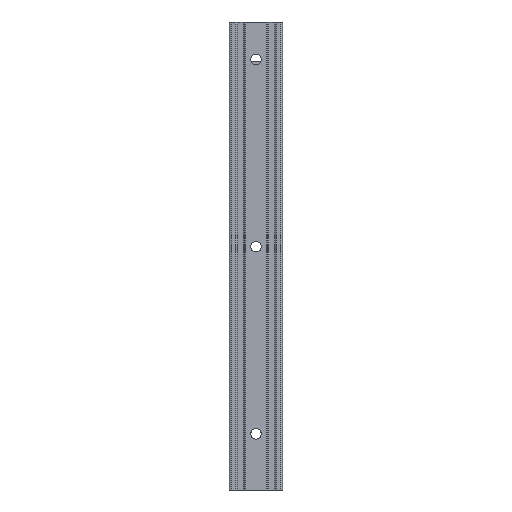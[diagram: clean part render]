
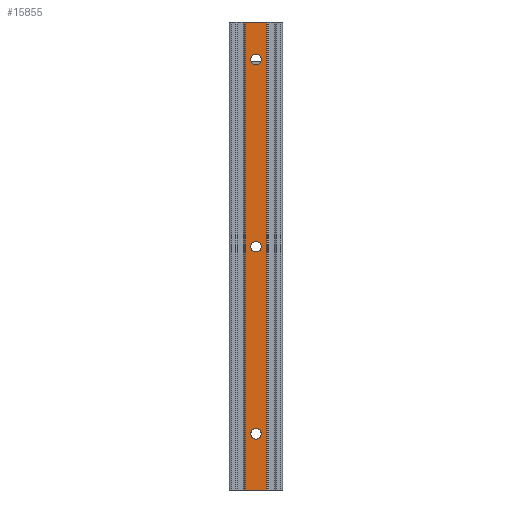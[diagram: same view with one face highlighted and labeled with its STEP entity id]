
A CAD part, front view. The second image highlights one B-rep face of the part: STEP entity #15855.
In plain terms, the highlighted planar face has unit normal (0, -1, 0).
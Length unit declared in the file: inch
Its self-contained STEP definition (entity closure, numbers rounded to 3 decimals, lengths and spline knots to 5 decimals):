
#577 = AXIS2_PLACEMENT_3D ( 'NONE', #4898, #9067, #5233 ) ;
#592 = ORIENTED_EDGE ( 'NONE', *, *, #8580, .T. ) ;
#664 = AXIS2_PLACEMENT_3D ( 'NONE', #7823, #6285, #9193 ) ;
#768 = VERTEX_POINT ( 'NONE', #3976 ) ;
#1051 = AXIS2_PLACEMENT_3D ( 'NONE', #5825, #5503, #4407 ) ;
#1072 = ORIENTED_EDGE ( 'NONE', *, *, #16340, .T. ) ;
#1075 = DIRECTION ( 'NONE',  ( 0., 1., 0. ) ) ;
#1138 = CARTESIAN_POINT ( 'NONE',  ( -0.13372, 0., -5.9055 ) ) ;
#1191 = CARTESIAN_POINT ( 'NONE',  ( -0.13372, 0., 0. ) ) ;
#1328 = CARTESIAN_POINT ( 'NONE',  ( 0., 0., -2.90157 ) ) ;
#1958 = AXIS2_PLACEMENT_3D ( 'NONE', #1138, #15127, #10311 ) ;
#2089 = CARTESIAN_POINT ( 'NONE',  ( 0.13372, 0., -5.9055 ) ) ;
#2185 = VERTEX_POINT ( 'NONE', #3312 ) ;
#2830 = VERTEX_POINT ( 'NONE', #6655 ) ;
#2947 = VECTOR ( 'NONE', #6334, 39.37008 ) ;
#3271 = EDGE_CURVE ( 'NONE', #5182, #3844, #11977, .T. ) ;
#3312 = CARTESIAN_POINT ( 'NONE',  ( 0.13372, 0., 0. ) ) ;
#3467 = DIRECTION ( 'NONE',  ( 0., 0., 1. ) ) ;
#3571 = DIRECTION ( 'NONE',  ( 1., 0., 0. ) ) ;
#3630 = CARTESIAN_POINT ( 'NONE',  ( 0., 0., -5.19685 ) ) ;
#3844 = VERTEX_POINT ( 'NONE', #5225 ) ;
#3976 = CARTESIAN_POINT ( 'NONE',  ( 0., 0., -2.76772 ) ) ;
#4032 = EDGE_LOOP ( 'NONE', ( #592, #5264 ) ) ;
#4244 = VERTEX_POINT ( 'NONE', #11045 ) ;
#4407 = DIRECTION ( 'NONE',  ( 0., 0., 1. ) ) ;
#4747 = VERTEX_POINT ( 'NONE', #2089 ) ;
#4830 = VERTEX_POINT ( 'NONE', #7938 ) ;
#4840 = LINE ( 'NONE', #15163, #10060 ) ;
#4880 = FACE_BOUND ( 'NONE', #15931, .T. ) ;
#4898 = CARTESIAN_POINT ( 'NONE',  ( 0., 0., -0.47244 ) ) ;
#5182 = VERTEX_POINT ( 'NONE', #7643 ) ;
#5225 = CARTESIAN_POINT ( 'NONE',  ( -0.13372, 0., 0. ) ) ;
#5233 = DIRECTION ( 'NONE',  ( 0., 0., 1. ) ) ;
#5264 = ORIENTED_EDGE ( 'NONE', *, *, #9710, .T. ) ;
#5503 = DIRECTION ( 'NONE',  ( 0., 1., 0. ) ) ;
#5819 = CIRCLE ( 'NONE', #664, 0.06693 ) ;
#5825 = CARTESIAN_POINT ( 'NONE',  ( 0., 0., -2.83465 ) ) ;
#5914 = EDGE_LOOP ( 'NONE', ( #7997, #14010, #9841, #16564 ) ) ;
#5994 = VERTEX_POINT ( 'NONE', #1328 ) ;
#6175 = DIRECTION ( 'NONE',  ( 0., 1., 0. ) ) ;
#6252 = DIRECTION ( 'NONE',  ( 0., 0., 1. ) ) ;
#6285 = DIRECTION ( 'NONE',  ( 0., 1., 0. ) ) ;
#6334 = DIRECTION ( 'NONE',  ( 0., 0., 1. ) ) ;
#6446 = DIRECTION ( 'NONE',  ( 1., 0., 0. ) ) ;
#6555 = CARTESIAN_POINT ( 'NONE',  ( 0., 0., -0.53937 ) ) ;
#6611 = LINE ( 'NONE', #1191, #12837 ) ;
#6616 = EDGE_CURVE ( 'NONE', #3844, #2185, #6611, .T. ) ;
#6655 = CARTESIAN_POINT ( 'NONE',  ( 0., 0., -5.12992 ) ) ;
#7222 = ORIENTED_EDGE ( 'NONE', *, *, #11549, .T. ) ;
#7353 = VERTEX_POINT ( 'NONE', #6555 ) ;
#7359 = CIRCLE ( 'NONE', #13330, 0.06693 ) ;
#7593 = FACE_BOUND ( 'NONE', #4032, .T. ) ;
#7643 = CARTESIAN_POINT ( 'NONE',  ( -0.13372, 0., -5.9055 ) ) ;
#7676 = EDGE_CURVE ( 'NONE', #5994, #768, #5819, .T. ) ;
#7823 = CARTESIAN_POINT ( 'NONE',  ( 0., 0., -2.83465 ) ) ;
#7938 = CARTESIAN_POINT ( 'NONE',  ( 0., 0., -0.40551 ) ) ;
#7997 = ORIENTED_EDGE ( 'NONE', *, *, #6616, .F. ) ;
#8580 = EDGE_CURVE ( 'NONE', #2830, #4244, #10210, .T. ) ;
#8655 = CARTESIAN_POINT ( 'NONE',  ( 0., 0., -0.47244 ) ) ;
#8819 = CARTESIAN_POINT ( 'NONE',  ( 0.13372, 0., -5.9055 ) ) ;
#9067 = DIRECTION ( 'NONE',  ( 0., 1., 0. ) ) ;
#9193 = DIRECTION ( 'NONE',  ( 0., 0., 1. ) ) ;
#9420 = AXIS2_PLACEMENT_3D ( 'NONE', #15486, #14139, #13979 ) ;
#9710 = EDGE_CURVE ( 'NONE', #4244, #2830, #16700, .T. ) ;
#9841 = ORIENTED_EDGE ( 'NONE', *, *, #15030, .T. ) ;
#10060 = VECTOR ( 'NONE', #3571, 39.37008 ) ;
#10210 = CIRCLE ( 'NONE', #11004, 0.06693 ) ;
#10311 = DIRECTION ( 'NONE',  ( 0., 0., -1. ) ) ;
#11004 = AXIS2_PLACEMENT_3D ( 'NONE', #3630, #1075, #6252 ) ;
#11045 = CARTESIAN_POINT ( 'NONE',  ( 0., 0., -5.26378 ) ) ;
#11257 = VECTOR ( 'NONE', #16030, 39.37008 ) ;
#11549 = EDGE_CURVE ( 'NONE', #768, #5994, #16759, .T. ) ;
#11977 = LINE ( 'NONE', #13165, #11257 ) ;
#12064 = ORIENTED_EDGE ( 'NONE', *, *, #7676, .T. ) ;
#12671 = EDGE_CURVE ( 'NONE', #4747, #2185, #13719, .T. ) ;
#12833 = FACE_OUTER_BOUND ( 'NONE', #5914, .T. ) ;
#12837 = VECTOR ( 'NONE', #6446, 39.37008 ) ;
#13165 = CARTESIAN_POINT ( 'NONE',  ( -0.13372, 0., -5.9055 ) ) ;
#13195 = EDGE_LOOP ( 'NONE', ( #7222, #12064 ) ) ;
#13330 = AXIS2_PLACEMENT_3D ( 'NONE', #8655, #6175, #3467 ) ;
#13719 = LINE ( 'NONE', #8819, #2947 ) ;
#13866 = PLANE ( 'NONE',  #1958 ) ;
#13979 = DIRECTION ( 'NONE',  ( 0., 0., 1. ) ) ;
#14010 = ORIENTED_EDGE ( 'NONE', *, *, #3271, .F. ) ;
#14139 = DIRECTION ( 'NONE',  ( 0., 1., 0. ) ) ;
#15030 = EDGE_CURVE ( 'NONE', #5182, #4747, #4840, .T. ) ;
#15127 = DIRECTION ( 'NONE',  ( 0., -1., 0. ) ) ;
#15163 = CARTESIAN_POINT ( 'NONE',  ( -0.13372, 0., -5.9055 ) ) ;
#15486 = CARTESIAN_POINT ( 'NONE',  ( 0., 0., -5.19685 ) ) ;
#15547 = EDGE_CURVE ( 'NONE', #4830, #7353, #16261, .T. ) ;
#15855 = ADVANCED_FACE ( 'NONE', ( #16394, #4880, #12833, #7593 ), #13866, .T. ) ;
#15931 = EDGE_LOOP ( 'NONE', ( #16551, #1072 ) ) ;
#16030 = DIRECTION ( 'NONE',  ( 0., 0., 1. ) ) ;
#16261 = CIRCLE ( 'NONE', #577, 0.06693 ) ;
#16340 = EDGE_CURVE ( 'NONE', #7353, #4830, #7359, .T. ) ;
#16394 = FACE_BOUND ( 'NONE', #13195, .T. ) ;
#16551 = ORIENTED_EDGE ( 'NONE', *, *, #15547, .T. ) ;
#16564 = ORIENTED_EDGE ( 'NONE', *, *, #12671, .T. ) ;
#16700 = CIRCLE ( 'NONE', #9420, 0.06693 ) ;
#16759 = CIRCLE ( 'NONE', #1051, 0.06693 ) ;
